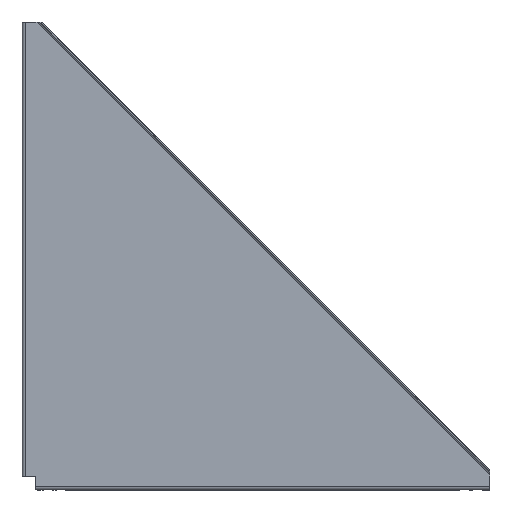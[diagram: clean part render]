
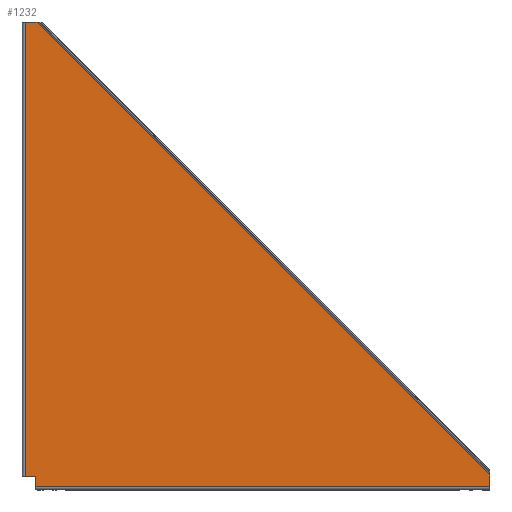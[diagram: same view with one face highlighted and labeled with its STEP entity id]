
A CAD part, top view. The second image highlights one B-rep face of the part: STEP entity #1232.
In plain terms, the highlighted planar face has unit normal (0, 0, 1).
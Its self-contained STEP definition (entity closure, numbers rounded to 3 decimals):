
#1=DIRECTION('',(-0.707,0.707,0.));
#2=VECTOR('',#1,683.869);
#3=CARTESIAN_POINT('',(1048.279,-229.262,1.5));
#4=LINE('',#3,#2);
#5=DIRECTION('',(1.,0.,0.));
#6=VECTOR('',#5,485.);
#7=CARTESIAN_POINT('',(563.279,-241.794,1.5));
#8=LINE('',#7,#6);
#9=DIRECTION('',(0.,1.,0.));
#10=VECTOR('',#9,485.);
#11=CARTESIAN_POINT('',(552.179,-230.694,1.5));
#12=LINE('',#11,#10);
#52=DIRECTION('',(1.,0.,0.));
#53=VECTOR('',#52,12.531);
#54=CARTESIAN_POINT('',(552.179,254.306,1.5));
#55=LINE('',#54,#53);
#273=DIRECTION('',(0.,-1.,0.));
#274=VECTOR('',#273,12.531);
#275=CARTESIAN_POINT('',(1048.279,-229.262,1.5));
#276=LINE('',#275,#274);
#671=DIRECTION('',(0.,1.,0.));
#672=VECTOR('',#671,11.1);
#673=CARTESIAN_POINT('',(563.279,-241.794,1.5));
#674=LINE('',#673,#672);
#679=DIRECTION('',(-1.,0.,0.));
#680=VECTOR('',#679,11.1);
#681=CARTESIAN_POINT('',(563.279,-230.694,1.5));
#682=LINE('',#681,#680);
#1159=CARTESIAN_POINT('',(563.279,-230.694,1.5));
#1161=VERTEX_POINT('',#1159);
#1163=CARTESIAN_POINT('',(552.179,-230.694,1.5));
#1164=VERTEX_POINT('',#1163);
#1177=CARTESIAN_POINT('',(552.179,254.306,1.5));
#1178=VERTEX_POINT('',#1177);
#1179=CARTESIAN_POINT('',(563.279,-241.794,1.5));
#1180=VERTEX_POINT('',#1179);
#1191=CARTESIAN_POINT('',(1048.279,-241.794,1.5));
#1192=VERTEX_POINT('',#1191);
#1195=CARTESIAN_POINT('',(564.711,254.306,1.5));
#1196=VERTEX_POINT('',#1195);
#1199=CARTESIAN_POINT('',(1048.279,-229.262,1.5));
#1200=VERTEX_POINT('',#1199);
#1211=CARTESIAN_POINT('',(466.654,-327.319,1.5));
#1212=DIRECTION('',(0.,0.,1.));
#1213=DIRECTION('',(1.,0.,0.));
#1214=AXIS2_PLACEMENT_3D('',#1211,#1212,#1213);
#1215=PLANE('',#1214);
#1217=ORIENTED_EDGE('',*,*,#1216,.F.);
#1219=ORIENTED_EDGE('',*,*,#1218,.T.);
#1221=ORIENTED_EDGE('',*,*,#1220,.F.);
#1223=ORIENTED_EDGE('',*,*,#1222,.T.);
#1225=ORIENTED_EDGE('',*,*,#1224,.T.);
#1227=ORIENTED_EDGE('',*,*,#1226,.T.);
#1229=ORIENTED_EDGE('',*,*,#1228,.T.);
#1230=EDGE_LOOP('',(#1217,#1219,#1221,#1223,#1225,#1227,#1229));
#1231=FACE_OUTER_BOUND('',#1230,.F.);
#1232=ADVANCED_FACE('',(#1231),#1215,.T.);
#1216=EDGE_CURVE('',#1200,#1196,#4,.T.);
#1218=EDGE_CURVE('',#1200,#1192,#276,.T.);
#1220=EDGE_CURVE('',#1180,#1192,#8,.T.);
#1222=EDGE_CURVE('',#1180,#1161,#674,.T.);
#1224=EDGE_CURVE('',#1161,#1164,#682,.T.);
#1226=EDGE_CURVE('',#1164,#1178,#12,.T.);
#1228=EDGE_CURVE('',#1178,#1196,#55,.T.);
